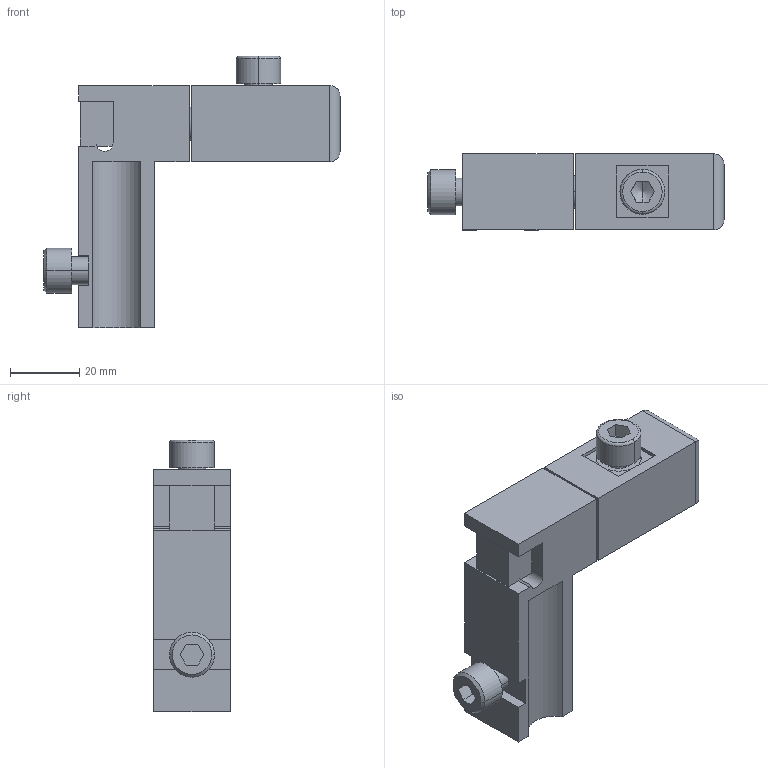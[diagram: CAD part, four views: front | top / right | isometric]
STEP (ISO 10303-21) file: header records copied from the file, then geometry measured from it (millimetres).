
FILE_DESCRIPTION(('Creo Elements/Direct Modeling STEP Export'),'2;1');
FILE_NAME('PX175415_0.stp','2022-05-04T11:12:28',(''),(''),'PTC Creo Elements/Direct Modeling STEP processor for AP214 (Solid Model)','PTC Creo Elements/Direct Modeling 19.0C 15-Aug-2015 (C) Parametric Technology GmbH','');
FILE_SCHEMA(('AUTOMOTIVE_DESIGN { 1 0 10303 214 1 1 1 1 }'));
Length unit declared in the file: millimetre
Products named in the file (7): Spannschraube-MMS-4455_Verbinder_96.4005_PX171732.02; Profileinsatz-MMS-44_Kunststoff_96.4001_PX171730.02; Zylinderschraube-DIN912_M8x20-8.8-verz_11012_PX175414; Druckfeder-DIN2098_D9x08x21_96.4004_PX171727.02; Hammer-MMS-44_Gehrung-90°_96.4079_PX175410; Profilverbinder-MMS-44_90°-schwer_96.4015_PX175413; Profilgehrungsverbinder-MMS-44_90°-schwere-Ausführung_44.0044.5_P
X175415
Assembly tree (6 placements, depth 2):
  Profilgehrungsverbinder-MMS-44_90°-schwere-Ausführung_44.0044.5_P
X175415
    Profilverbinder-MMS-44_90°-schwer_96.4015_PX175413
    Hammer-MMS-44_Gehrung-90°_96.4079_PX175410
    Druckfeder-DIN2098_D9x08x21_96.4004_PX171727.02
    Zylinderschraube-DIN912_M8x20-8.8-verz_11012_PX175414
    Profileinsatz-MMS-44_Kunststoff_96.4001_PX171730.02
    Spannschraube-MMS-4455_Verbinder_96.4005_PX171732.02
Bounding box: 85.6 x 22 x 78.5 mm (x, y, z)
Volume: 54229.5 mm3; surface area: 20553.1 mm2
Topology: 6 solids, 6 shells, 122 faces, 294 edges, 189 vertices
Faces by surface type: plane 67, cylinder 29, cone 18, bspline 6, torus 2
Entity records: 9703 total; most frequent: CARTESIAN_POINT 6566, ORIENTED_EDGE 580, DIRECTION 516, EDGE_CURVE 290, VERTEX_POINT 189, VECTOR 178, LINE 178, AXIS2_PLACEMENT_3D 169
